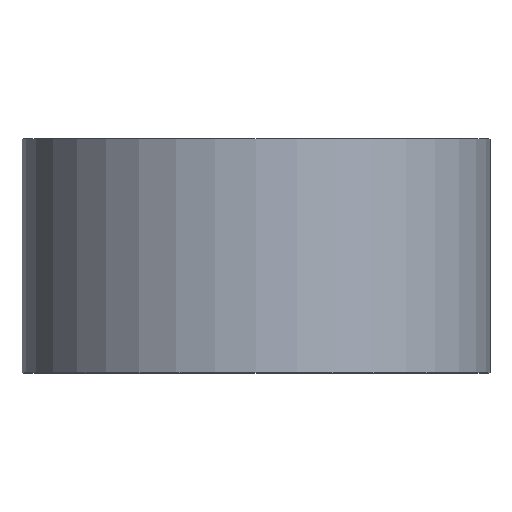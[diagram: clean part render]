
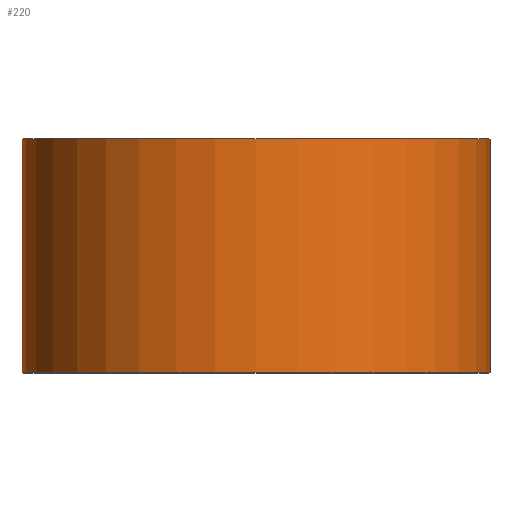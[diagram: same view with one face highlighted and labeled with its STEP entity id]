
A CAD part, top view. The second image highlights one B-rep face of the part: STEP entity #220.
In plain terms, the highlighted cylindrical face has radius 3 mm (diameter 6 mm), a full revolution.
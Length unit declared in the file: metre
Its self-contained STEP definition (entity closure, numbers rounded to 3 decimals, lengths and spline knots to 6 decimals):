
#30=ORIENTED_EDGE('',*,*,#70,.T.);
#31=ORIENTED_EDGE('',*,*,#71,.F.);
#70=EDGE_CURVE('',#90,#90,#110,.T.);
#71=EDGE_CURVE('',#91,#91,#111,.T.);
#90=VERTEX_POINT('',#378);
#91=VERTEX_POINT('',#380);
#110=CIRCLE('',#254,0.003);
#111=CIRCLE('',#255,0.003);
#130=EDGE_LOOP('',(#30));
#131=EDGE_LOOP('',(#31));
#170=FACE_BOUND('',#130,.T.);
#171=FACE_BOUND('',#131,.T.);
#210=CYLINDRICAL_SURFACE('',#253,0.003);
#220=ADVANCED_FACE('',(#170,#171),#210,.T.);
#253=AXIS2_PLACEMENT_3D('',#376,#295,#296);
#254=AXIS2_PLACEMENT_3D('',#377,#297,#298);
#255=AXIS2_PLACEMENT_3D('',#379,#299,#300);
#295=DIRECTION('',(0.,1.,0.));
#296=DIRECTION('',(0.,0.,1.));
#297=DIRECTION('',(0.,1.,0.));
#298=DIRECTION('',(0.,0.,1.));
#299=DIRECTION('',(0.,1.,0.));
#300=DIRECTION('',(0.,0.,1.));
#376=CARTESIAN_POINT('',(0.,0.,0.));
#377=CARTESIAN_POINT('',(0.,-0.0015,0.));
#378=CARTESIAN_POINT('',(0.,-0.0015,0.003));
#379=CARTESIAN_POINT('',(0.,0.0015,0.));
#380=CARTESIAN_POINT('',(0.,0.0015,0.003));
